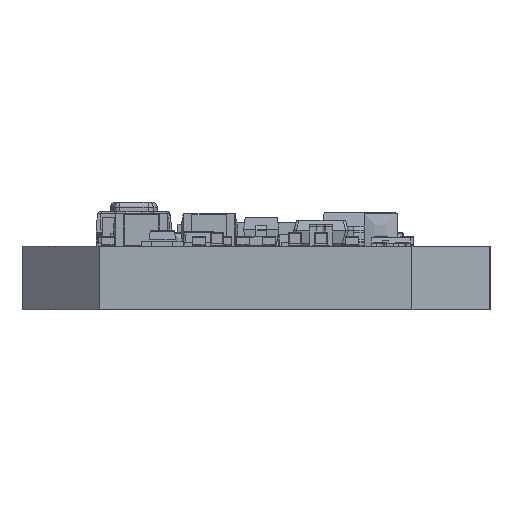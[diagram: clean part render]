
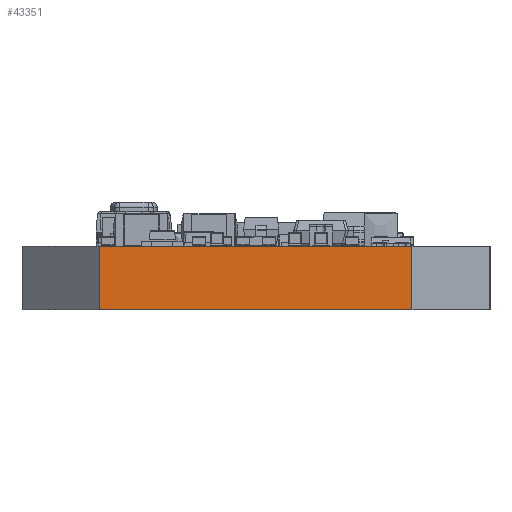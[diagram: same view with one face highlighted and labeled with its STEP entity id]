
A CAD part, left-side view. The second image highlights one B-rep face of the part: STEP entity #43351.
In plain terms, the highlighted planar face has unit normal (-1, 0, 0).
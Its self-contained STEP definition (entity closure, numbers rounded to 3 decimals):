
#7114=FACE_OUTER_BOUND('',#9878,.T.);
#9878=EDGE_LOOP('',(#30796,#30797,#30798,#30799));
#12324=LINE('',#64078,#16690);
#12328=LINE('',#64435,#16694);
#12336=LINE('',#64797,#16702);
#12337=LINE('',#64799,#16703);
#16690=VECTOR('',#51015,12.);
#16694=VECTOR('',#51369,12.);
#16702=VECTOR('',#51729,2.445);
#16703=VECTOR('',#51732,2.445);
#21056=VERTEX_POINT('',#64075);
#21057=VERTEX_POINT('',#64077);
#21234=VERTEX_POINT('',#64432);
#21235=VERTEX_POINT('',#64434);
#24763=EDGE_CURVE('',#21057,#21056,#12324,.T.);
#24941=EDGE_CURVE('',#21234,#21235,#12328,.T.);
#25123=EDGE_CURVE('',#21057,#21234,#12336,.T.);
#25124=EDGE_CURVE('',#21056,#21235,#12337,.T.);
#30796=ORIENTED_EDGE('',*,*,#24763,.T.);
#30797=ORIENTED_EDGE('',*,*,#25124,.T.);
#30798=ORIENTED_EDGE('',*,*,#24941,.F.);
#30799=ORIENTED_EDGE('',*,*,#25123,.F.);
#41640=PLANE('',#47011);
#43351=ADVANCED_FACE('',(#7114),#41640,.T.);
#47011=AXIS2_PLACEMENT_3D('',#64798,#51730,#51731);
#51015=DIRECTION('',(0.,1.,0.));
#51369=DIRECTION('',(0.,1.,0.));
#51729=DIRECTION('',(0.,0.,-1.));
#51730=DIRECTION('center_axis',(-1.,0.,0.));
#51731=DIRECTION('ref_axis',(0.,1.,0.));
#51732=DIRECTION('',(0.,0.,-1.));
#64075=CARTESIAN_POINT('',(-15.,15.,0.));
#64077=CARTESIAN_POINT('',(-15.,3.,0.));
#64078=CARTESIAN_POINT('',(-15.,3.,0.));
#64432=CARTESIAN_POINT('',(-15.,3.,-2.445));
#64434=CARTESIAN_POINT('',(-15.,15.,-2.445));
#64435=CARTESIAN_POINT('',(-15.,3.,-2.445));
#64797=CARTESIAN_POINT('',(-15.,3.,0.));
#64798=CARTESIAN_POINT('Origin',(-15.,3.,0.));
#64799=CARTESIAN_POINT('',(-15.,15.,0.));
